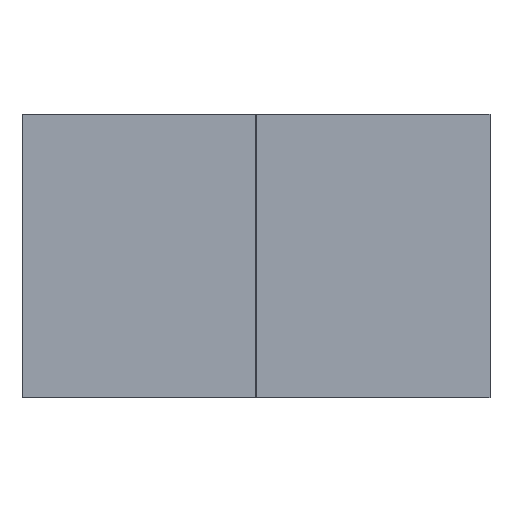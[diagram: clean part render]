
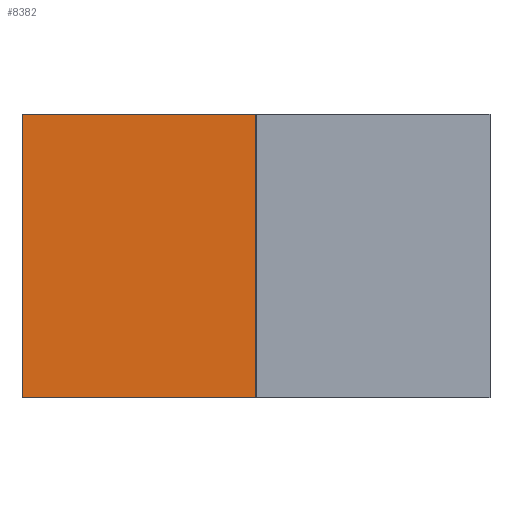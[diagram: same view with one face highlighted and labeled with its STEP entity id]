
A CAD part, left-side view. The second image highlights one B-rep face of the part: STEP entity #8382.
In plain terms, the highlighted planar face has unit normal (-1, 0, 0).
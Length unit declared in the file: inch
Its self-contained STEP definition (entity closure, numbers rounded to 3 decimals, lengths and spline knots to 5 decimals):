
#3494 = DIRECTION ( 'NONE',  ( 0., 0., 1. ) ) ;
#3495 = VECTOR ( 'NONE', #3494, 39.37008 ) ;
#3496 = CARTESIAN_POINT ( 'NONE',  ( -0.314, 0.719, -0.436 ) ) ;
#3497 = LINE ( 'NONE', #3496, #3495 ) ;
#3744 = CARTESIAN_POINT ( 'NONE',  ( -0.314, 0.719, -0.436 ) ) ;
#3745 = AXIS2_PLACEMENT_3D ( 'NONE', #3744, #3809, #3808 ) ;
#3747 = PLANE ( 'NONE',  #3745 ) ;
#3748 = FACE_OUTER_BOUND ( 'NONE', #8370, .T. ) ;
#3753 = DIRECTION ( 'NONE',  ( 0., 0., 1. ) ) ;
#3754 = VECTOR ( 'NONE', #3753, 39.37008 ) ;
#3755 = CARTESIAN_POINT ( 'NONE',  ( -0.314, 0.0025, -0.436 ) ) ;
#3756 = LINE ( 'NONE', #3755, #3754 ) ;
#3757 = CARTESIAN_POINT ( 'NONE',  ( -0.314, 0.0025, 0.436 ) ) ;
#3758 = DIRECTION ( 'NONE',  ( 0., -1., 0. ) ) ;
#3759 = VECTOR ( 'NONE', #3758, 39.37008 ) ;
#3760 = CARTESIAN_POINT ( 'NONE',  ( -0.314, 0.719, 0.436 ) ) ;
#3761 = LINE ( 'NONE', #3760, #3759 ) ;
#3762 = CARTESIAN_POINT ( 'NONE',  ( -0.314, 0.0025, -0.436 ) ) ;
#3808 = DIRECTION ( 'NONE',  ( 0., 0., -1. ) ) ;
#3809 = DIRECTION ( 'NONE',  ( 1., 0., 0. ) ) ;
#3881 = DIRECTION ( 'NONE',  ( 0., -1., 0. ) ) ;
#3882 = VECTOR ( 'NONE', #3881, 39.37008 ) ;
#3883 = CARTESIAN_POINT ( 'NONE',  ( -0.314, 0.719, -0.436 ) ) ;
#3884 = LINE ( 'NONE', #3883, #3882 ) ;
#3891 = CARTESIAN_POINT ( 'NONE',  ( -0.314, 0.719, -0.436 ) ) ;
#6525 = ORIENTED_EDGE ( 'NONE', *, *, #8257, .F. ) ;
#6549 = VERTEX_POINT ( 'NONE', #10269 ) ;
#8257 = EDGE_CURVE ( 'NONE', #8423, #6549, #3497, .T. ) ;
#8368 = ORIENTED_EDGE ( 'NONE', *, *, #8380, .T. ) ;
#8370 = EDGE_LOOP ( 'NONE', ( #8368, #8376, #6525, #8425 ) ) ;
#8376 = ORIENTED_EDGE ( 'NONE', *, *, #8378, .F. ) ;
#8377 = VERTEX_POINT ( 'NONE', #3762 ) ;
#8378 = EDGE_CURVE ( 'NONE', #6549, #8379, #3761, .T. ) ;
#8379 = VERTEX_POINT ( 'NONE', #3757 ) ;
#8380 = EDGE_CURVE ( 'NONE', #8377, #8379, #3756, .T. ) ;
#8382 = ADVANCED_FACE ( 'NONE', ( #3748 ), #3747, .F. ) ;
#8423 = VERTEX_POINT ( 'NONE', #3891 ) ;
#8425 = ORIENTED_EDGE ( 'NONE', *, *, #8429, .T. ) ;
#8429 = EDGE_CURVE ( 'NONE', #8423, #8377, #3884, .T. ) ;
#10269 = CARTESIAN_POINT ( 'NONE',  ( -0.314, 0.719, 0.436 ) ) ;
